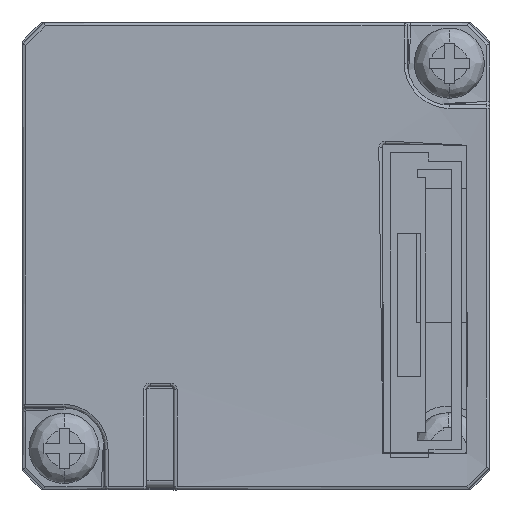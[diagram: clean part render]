
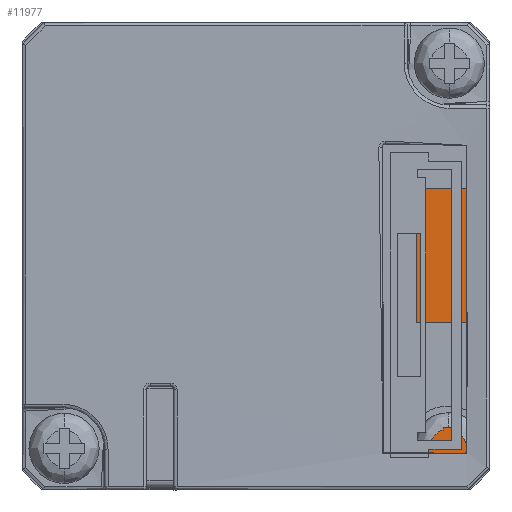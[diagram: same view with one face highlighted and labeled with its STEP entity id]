
A CAD part, front view. The second image highlights one B-rep face of the part: STEP entity #11977.
In plain terms, the highlighted planar face has unit normal (0, -1, 0).
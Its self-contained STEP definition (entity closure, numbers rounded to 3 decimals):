
#93 = EDGE_CURVE ( 'NONE', #9378, #6532, #14258, .T. ) ;
#509 = CARTESIAN_POINT ( 'NONE',  ( -17.37, -31.654, 47.6 ) ) ;
#591 = EDGE_CURVE ( 'NONE', #6016, #6481, #8190, .T. ) ;
#686 = EDGE_CURVE ( 'NONE', #6532, #1107, #14411, .T. ) ;
#802 = EDGE_CURVE ( 'NONE', #13973, #7818, #2314, .T. ) ;
#828 = DIRECTION ( 'NONE',  ( 1., 0., 0. ) ) ;
#879 = CARTESIAN_POINT ( 'NONE',  ( -25.557, -31.654, 5.6 ) ) ;
#936 = CARTESIAN_POINT ( 'NONE',  ( 0.134, -31.654, 5.6 ) ) ;
#1107 = VERTEX_POINT ( 'NONE', #6845 ) ;
#1258 = VERTEX_POINT ( 'NONE', #11512 ) ;
#1318 = DIRECTION ( 'NONE',  ( 0., 0., -1. ) ) ;
#1480 = LINE ( 'NONE', #4870, #13931 ) ;
#1545 = VECTOR ( 'NONE', #828, 1000. ) ;
#1604 = FACE_BOUND ( 'NONE', #11323, .T. ) ;
#1729 = ORIENTED_EDGE ( 'NONE', *, *, #12178, .T. ) ;
#2230 = AXIS2_PLACEMENT_3D ( 'NONE', #15525, #14315, #6854 ) ;
#2314 = CIRCLE ( 'NONE', #14916, 1.5 ) ;
#2847 = CIRCLE ( 'NONE', #2230, 1.5 ) ;
#2938 = CARTESIAN_POINT ( 'NONE',  ( -26.711, -31.654, 6.755 ) ) ;
#2964 = AXIS2_PLACEMENT_3D ( 'NONE', #509, #13096, #9257 ) ;
#3060 = ORIENTED_EDGE ( 'NONE', *, *, #802, .F. ) ;
#3259 = CARTESIAN_POINT ( 'NONE',  ( -12.711, -31.654, 21.1 ) ) ;
#4341 = ORIENTED_EDGE ( 'NONE', *, *, #9293, .T. ) ;
#4635 = DIRECTION ( 'NONE',  ( 0., 0., 1. ) ) ;
#4870 = CARTESIAN_POINT ( 'NONE',  ( 0.134, -31.654, 33.6 ) ) ;
#5172 = EDGE_CURVE ( 'NONE', #7818, #13973, #2847, .T. ) ;
#5239 = CARTESIAN_POINT ( 'NONE',  ( -26.711, -31.654, 32.445 ) ) ;
#6016 = VERTEX_POINT ( 'NONE', #15356 ) ;
#6233 = ORIENTED_EDGE ( 'NONE', *, *, #5172, .F. ) ;
#6481 = VERTEX_POINT ( 'NONE', #12831 ) ;
#6532 = VERTEX_POINT ( 'NONE', #8722 ) ;
#6674 = EDGE_CURVE ( 'NONE', #6481, #10063, #12130, .T. ) ;
#6845 = CARTESIAN_POINT ( 'NONE',  ( 0.134, -31.654, 5.6 ) ) ;
#6854 = DIRECTION ( 'NONE',  ( 0., 0., -1. ) ) ;
#7044 = LINE ( 'NONE', #10479, #15235 ) ;
#7068 = VECTOR ( 'NONE', #13093, 1000. ) ;
#7275 = FACE_OUTER_BOUND ( 'NONE', #9871, .T. ) ;
#7385 = ORIENTED_EDGE ( 'NONE', *, *, #9285, .T. ) ;
#7818 = VERTEX_POINT ( 'NONE', #3259 ) ;
#7958 = ORIENTED_EDGE ( 'NONE', *, *, #10715, .T. ) ;
#8190 = LINE ( 'NONE', #8364, #11314 ) ;
#8197 = CARTESIAN_POINT ( 'NONE',  ( -26.711, -31.654, 6.755 ) ) ;
#8364 = CARTESIAN_POINT ( 'NONE',  ( 1.289, -31.654, 6.755 ) ) ;
#8407 = LINE ( 'NONE', #936, #14044 ) ;
#8722 = CARTESIAN_POINT ( 'NONE',  ( -25.557, -31.654, 5.6 ) ) ;
#8798 = CARTESIAN_POINT ( 'NONE',  ( -12.711, -31.654, 19.6 ) ) ;
#9020 = ORIENTED_EDGE ( 'NONE', *, *, #93, .T. ) ;
#9257 = DIRECTION ( 'NONE',  ( 0., 0., -1. ) ) ;
#9285 = EDGE_CURVE ( 'NONE', #10874, #9378, #7044, .T. ) ;
#9293 = EDGE_CURVE ( 'NONE', #1258, #10874, #11896, .T. ) ;
#9378 = VERTEX_POINT ( 'NONE', #2938 ) ;
#9871 = EDGE_LOOP ( 'NONE', ( #7958, #4341, #7385, #9020, #14198, #1729, #10495, #14087 ) ) ;
#10063 = VERTEX_POINT ( 'NONE', #10938 ) ;
#10070 = DIRECTION ( 'NONE',  ( -1., 0., 0. ) ) ;
#10165 = DIRECTION ( 'NONE',  ( 0., -1., 0. ) ) ;
#10437 = DIRECTION ( 'NONE',  ( -0.707, 0., -0.707 ) ) ;
#10479 = CARTESIAN_POINT ( 'NONE',  ( -26.711, -31.654, 32.445 ) ) ;
#10495 = ORIENTED_EDGE ( 'NONE', *, *, #591, .T. ) ;
#10715 = EDGE_CURVE ( 'NONE', #10063, #1258, #1480, .T. ) ;
#10874 = VERTEX_POINT ( 'NONE', #5239 ) ;
#10938 = CARTESIAN_POINT ( 'NONE',  ( 0.134, -31.654, 33.6 ) ) ;
#11175 = DIRECTION ( 'NONE',  ( -0.707, 0., 0.707 ) ) ;
#11314 = VECTOR ( 'NONE', #4635, 1000. ) ;
#11323 = EDGE_LOOP ( 'NONE', ( #6233, #3060 ) ) ;
#11503 = VECTOR ( 'NONE', #10437, 1000. ) ;
#11512 = CARTESIAN_POINT ( 'NONE',  ( -25.557, -31.654, 33.6 ) ) ;
#11708 = CARTESIAN_POINT ( 'NONE',  ( -25.557, -31.654, 33.6 ) ) ;
#11896 = LINE ( 'NONE', #11708, #11503 ) ;
#11977 = ADVANCED_FACE ( 'NONE', ( #1604, #7275 ), #14314, .T. ) ;
#12130 = LINE ( 'NONE', #16140, #15865 ) ;
#12178 = EDGE_CURVE ( 'NONE', #1107, #6016, #8407, .T. ) ;
#12831 = CARTESIAN_POINT ( 'NONE',  ( 1.289, -31.654, 32.445 ) ) ;
#13005 = CARTESIAN_POINT ( 'NONE',  ( -12.711, -31.654, 18.1 ) ) ;
#13093 = DIRECTION ( 'NONE',  ( 0.707, 0., -0.707 ) ) ;
#13096 = DIRECTION ( 'NONE',  ( 0., -1., 0. ) ) ;
#13931 = VECTOR ( 'NONE', #10070, 1000. ) ;
#13973 = VERTEX_POINT ( 'NONE', #13005 ) ;
#14044 = VECTOR ( 'NONE', #14842, 1000. ) ;
#14087 = ORIENTED_EDGE ( 'NONE', *, *, #6674, .T. ) ;
#14198 = ORIENTED_EDGE ( 'NONE', *, *, #686, .T. ) ;
#14258 = LINE ( 'NONE', #8197, #7068 ) ;
#14314 = PLANE ( 'NONE',  #2964 ) ;
#14315 = DIRECTION ( 'NONE',  ( 0., -1., 0. ) ) ;
#14411 = LINE ( 'NONE', #879, #1545 ) ;
#14842 = DIRECTION ( 'NONE',  ( 0.707, 0., 0.707 ) ) ;
#14916 = AXIS2_PLACEMENT_3D ( 'NONE', #8798, #10165, #1318 ) ;
#15235 = VECTOR ( 'NONE', #15440, 1000. ) ;
#15356 = CARTESIAN_POINT ( 'NONE',  ( 1.289, -31.654, 6.755 ) ) ;
#15440 = DIRECTION ( 'NONE',  ( 0., 0., -1. ) ) ;
#15525 = CARTESIAN_POINT ( 'NONE',  ( -12.711, -31.654, 19.6 ) ) ;
#15865 = VECTOR ( 'NONE', #11175, 1000. ) ;
#16140 = CARTESIAN_POINT ( 'NONE',  ( 1.289, -31.654, 32.445 ) ) ;
